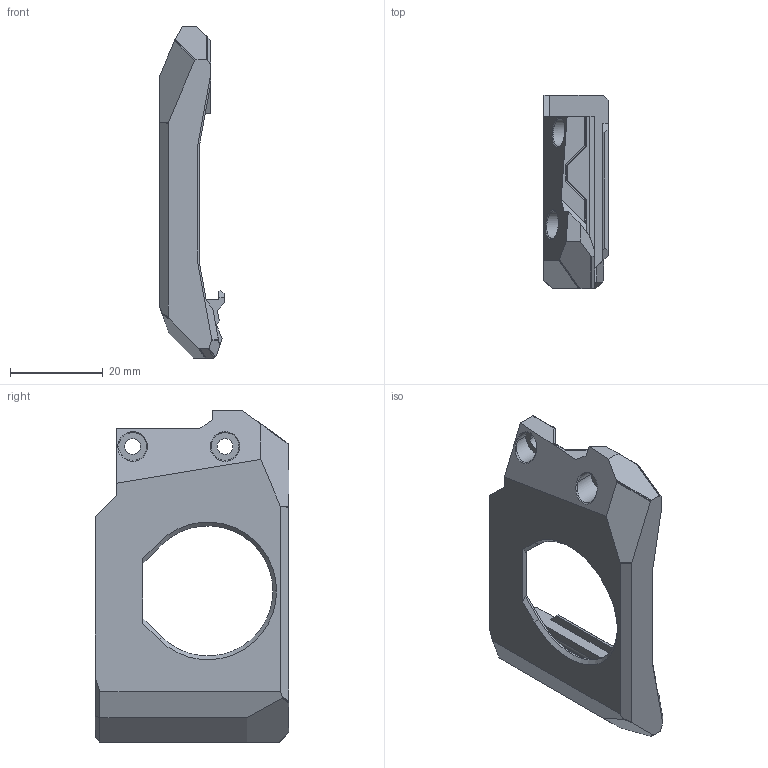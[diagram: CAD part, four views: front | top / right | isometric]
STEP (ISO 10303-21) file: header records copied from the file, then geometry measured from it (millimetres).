
FILE_DESCRIPTION (( 'STEP AP214' ), '1' );
FILE_NAME ('Left_Duct_Screw_Mod.STEP', '2024-10-08T23:01:27', ( '' ), ( '' ), 'SwSTEP 2.0', 'SolidWorks 2024', '' );
FILE_SCHEMA (( 'AUTOMOTIVE_DESIGN' ));
Length unit declared in the file: metre
Products named in the file (1): Left_Duct_Screw_Mod
Bounding box: 13.8 x 41.6 x 71.41 mm (x, y, z)
Volume: 9076.4 mm3; surface area: 8134.4 mm2
Topology: 1 solids, 1 shells, 185 faces, 514 edges, 334 vertices
Faces by surface type: plane 112, cylinder 65, bspline 4, cone 4
Entity records: 6096 total; most frequent: CARTESIAN_POINT 1565, ORIENTED_EDGE 1028, DIRECTION 823, EDGE_CURVE 514, LINE 369, VECTOR 369, VERTEX_POINT 334, AXIS2_PLACEMENT_3D 227
